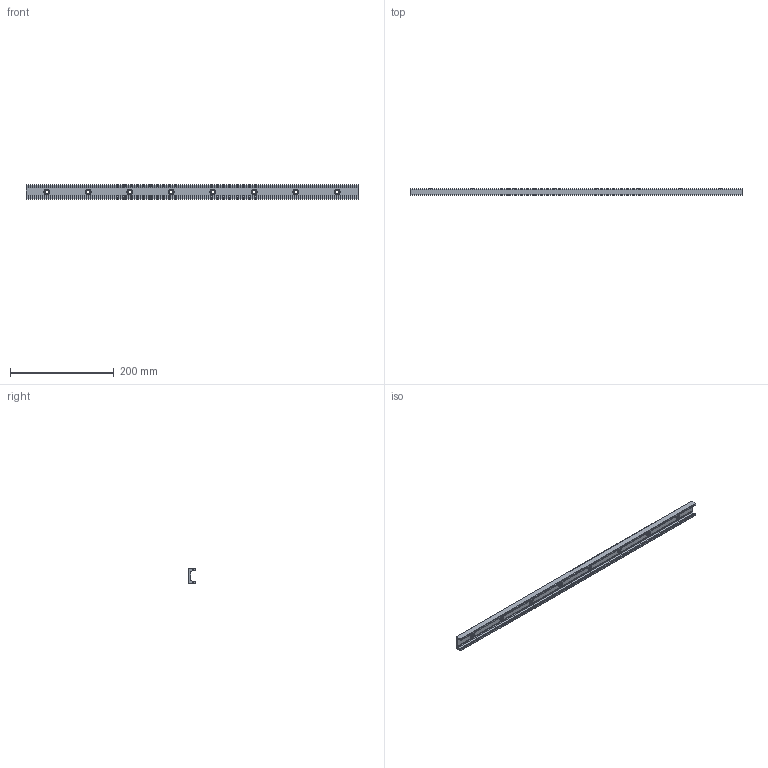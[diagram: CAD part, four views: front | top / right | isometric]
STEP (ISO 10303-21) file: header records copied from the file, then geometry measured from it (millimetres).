
FILE_DESCRIPTION((''),'2;1');
FILE_NAME('LCX 28H-0640.C.stp','2016-04-28T08:16:55',('MRathmann'),(''),'Autodesk Inventor 2012','Autodesk Inventor 2012','');
FILE_SCHEMA(('CONFIG_CONTROL_DESIGN'));
Length unit declared in the file: millimetre
Products named in the file (1): LCX 28H-0640.C
Bounding box: 640 x 12.3 x 28 mm (x, y, z)
Volume: 103481.7 mm3; surface area: 62278 mm2
Topology: 1 solids, 1 shells, 48 faces, 122 edges, 84 vertices
Faces by surface type: cylinder 27, plane 21
Full cylindrical faces by diameter (mm): 6.4 x8, 11 x8
Entity records: 1390 total; most frequent: DIRECTION 250, CARTESIAN_POINT 223, ORIENTED_EDGE 196, AXIS2_PLACEMENT_3D 103, EDGE_CURVE 98, EDGE_LOOP 88, VERTEX_POINT 76, CIRCLE 54
